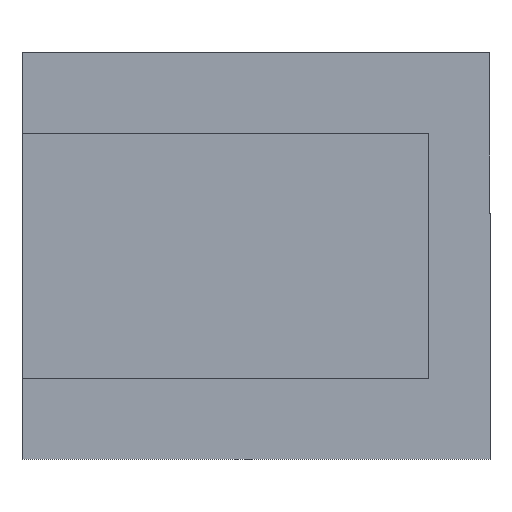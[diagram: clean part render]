
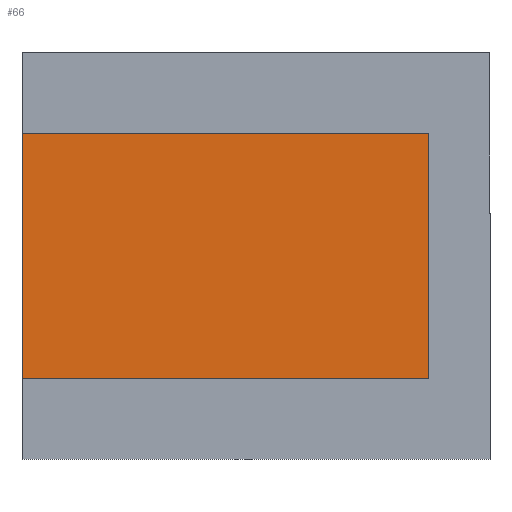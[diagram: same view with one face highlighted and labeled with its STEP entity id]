
A CAD part, left-side view. The second image highlights one B-rep face of the part: STEP entity #66.
In plain terms, the highlighted planar face has unit normal (-1, 0, 0).
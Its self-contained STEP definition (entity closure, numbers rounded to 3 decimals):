
#66=ADVANCED_FACE('',(#160),#162,.F.);
#160=FACE_BOUND('',#161,.T.);
#161=EDGE_LOOP('',(#253,#254,#255,#256));
#162=PLANE('',#163);
#163=AXIS2_PLACEMENT_3D('',#164,#165,#166);
#164=CARTESIAN_POINT('',(14.1,9.9,5.9));
#165=DIRECTION('',(1.,0.,0.));
#166=DIRECTION('',(0.,0.,-1.));
#253=ORIENTED_EDGE('',*,*,#298,.F.);
#254=ORIENTED_EDGE('',*,*,#305,.F.);
#255=ORIENTED_EDGE('',*,*,#284,.F.);
#256=ORIENTED_EDGE('',*,*,#304,.T.);
#284=EDGE_CURVE('',#341,#343,#344,.T.);
#298=EDGE_CURVE('',#364,#366,#367,.F.);
#304=EDGE_CURVE('',#341,#366,#374,.T.);
#305=EDGE_CURVE('',#343,#364,#375,.T.);
#341=VERTEX_POINT('',#447);
#343=VERTEX_POINT('',#451);
#344=LINE('',#452,#453);
#364=VERTEX_POINT('',#498);
#366=VERTEX_POINT('',#502);
#367=LINE('',#503,#504);
#374=LINE('',#522,#523);
#375=LINE('',#525,#526);
#447=CARTESIAN_POINT('',(14.1,9.9,5.9));
#451=CARTESIAN_POINT('',(14.1,9.9,-10.1));
#452=CARTESIAN_POINT('',(14.1,9.9,5.9));
#453=VECTOR('',#454,1.);
#454=DIRECTION('',(0.,0.,-1.));
#498=CARTESIAN_POINT('',(14.1,29.9,-10.1));
#502=CARTESIAN_POINT('',(14.1,29.9,5.9));
#503=CARTESIAN_POINT('',(14.1,29.9,5.9));
#504=VECTOR('',#505,1.);
#505=DIRECTION('',(0.,0.,-1.));
#522=CARTESIAN_POINT('',(14.1,9.9,5.9));
#523=VECTOR('',#524,1.);
#524=DIRECTION('',(0.,1.,0.));
#525=CARTESIAN_POINT('',(14.1,9.9,-10.1));
#526=VECTOR('',#527,1.);
#527=DIRECTION('',(0.,1.,0.));
